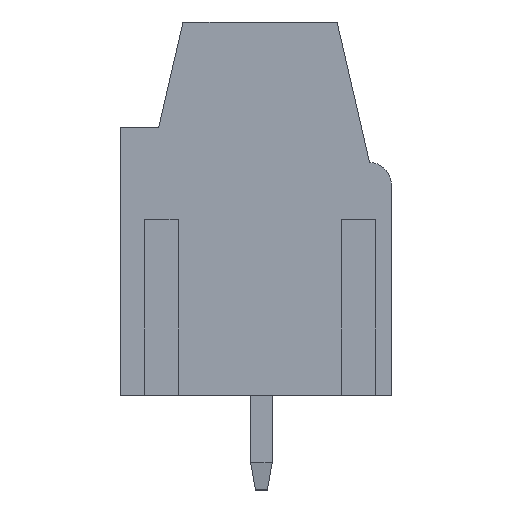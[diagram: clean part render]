
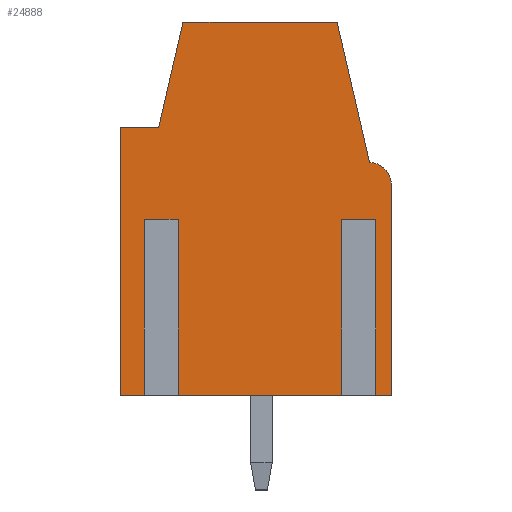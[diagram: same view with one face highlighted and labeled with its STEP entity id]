
A CAD part, left-side view. The second image highlights one B-rep face of the part: STEP entity #24888.
In plain terms, the highlighted planar face has unit normal (-1, 0, 0).
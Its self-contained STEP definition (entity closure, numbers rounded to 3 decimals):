
#24804=AXIS2_PLACEMENT_3D('Plane Axis2P3D',#24801,#24802,#24803) ;
#24834=AXIS2_PLACEMENT_3D('Circle Axis2P3D',#24832,#24833,$) ;
#23613=CARTESIAN_POINT('Vertex',(0.55,10.,13.4)) ;
#23697=CARTESIAN_POINT('Vertex',(0.55,10.,3.5)) ;
#23700=CARTESIAN_POINT('Line Origine',(0.55,10.,8.45)) ;
#23757=CARTESIAN_POINT('Vertex',(0.55,7.7,17.3)) ;
#23806=CARTESIAN_POINT('Vertex',(0.55,8.6,13.4)) ;
#23809=CARTESIAN_POINT('Line Origine',(0.55,8.15,15.35)) ;
#23878=CARTESIAN_POINT('Line Origine',(0.55,9.3,13.4)) ;
#24228=CARTESIAN_POINT('Vertex',(0.55,0.,3.5)) ;
#24231=CARTESIAN_POINT('Line Origine',(0.55,0.447,3.5)) ;
#24235=CARTESIAN_POINT('Vertex',(0.55,0.894,3.5)) ;
#24256=CARTESIAN_POINT('Vertex',(0.55,1.506,3.5)) ;
#24259=CARTESIAN_POINT('Line Origine',(0.55,4.85,3.5)) ;
#24263=CARTESIAN_POINT('Vertex',(0.55,8.194,3.5)) ;
#24284=CARTESIAN_POINT('Vertex',(0.55,8.806,3.5)) ;
#24287=CARTESIAN_POINT('Line Origine',(0.55,9.403,3.5)) ;
#24801=CARTESIAN_POINT('Axis2P3D Location',(0.55,10.,0.)) ;
#24806=CARTESIAN_POINT('Line Origine',(0.55,1.506,6.75)) ;
#24810=CARTESIAN_POINT('Vertex',(0.55,1.506,10.)) ;
#24813=CARTESIAN_POINT('Line Origine',(0.55,1.2,10.)) ;
#24817=CARTESIAN_POINT('Vertex',(0.55,0.894,10.)) ;
#24820=CARTESIAN_POINT('Line Origine',(0.55,0.894,6.75)) ;
#24825=CARTESIAN_POINT('Line Origine',(0.55,0.,7.4)) ;
#24829=CARTESIAN_POINT('Vertex',(0.55,0.,11.3)) ;
#24832=CARTESIAN_POINT('Axis2P3D Location',(0.55,0.8,11.3)) ;
#24836=CARTESIAN_POINT('Vertex',(0.55,0.8,12.1)) ;
#24839=CARTESIAN_POINT('Line Origine',(0.55,1.4,14.7)) ;
#24843=CARTESIAN_POINT('Vertex',(0.55,2.001,17.3)) ;
#24846=CARTESIAN_POINT('Line Origine',(0.55,4.85,17.3)) ;
#24851=CARTESIAN_POINT('Line Origine',(0.55,8.806,6.75)) ;
#24855=CARTESIAN_POINT('Vertex',(0.55,8.806,10.)) ;
#24858=CARTESIAN_POINT('Line Origine',(0.55,8.5,10.)) ;
#24862=CARTESIAN_POINT('Vertex',(0.55,8.194,10.)) ;
#24865=CARTESIAN_POINT('Line Origine',(0.55,8.194,6.75)) ;
#23701=DIRECTION('Vector Direction',(0.,0.,1.)) ;
#23810=DIRECTION('Vector Direction',(0.,-0.225,0.974)) ;
#23879=DIRECTION('Vector Direction',(0.,-1.,0.)) ;
#24232=DIRECTION('Vector Direction',(0.,1.,0.)) ;
#24260=DIRECTION('Vector Direction',(0.,1.,0.)) ;
#24288=DIRECTION('Vector Direction',(0.,1.,0.)) ;
#24802=DIRECTION('Axis2P3D Direction',(1.,0.,0.)) ;
#24803=DIRECTION('Axis2P3D XDirection',(0.,0.,-1.)) ;
#24807=DIRECTION('Vector Direction',(0.,0.,1.)) ;
#24814=DIRECTION('Vector Direction',(0.,1.,0.)) ;
#24821=DIRECTION('Vector Direction',(0.,0.,1.)) ;
#24826=DIRECTION('Vector Direction',(0.,0.,-1.)) ;
#24833=DIRECTION('Axis2P3D Direction',(1.,0.,0.)) ;
#24840=DIRECTION('Vector Direction',(0.,-0.225,-0.974)) ;
#24847=DIRECTION('Vector Direction',(0.,-1.,0.)) ;
#24852=DIRECTION('Vector Direction',(0.,0.,1.)) ;
#24859=DIRECTION('Vector Direction',(0.,1.,0.)) ;
#24866=DIRECTION('Vector Direction',(0.,0.,1.)) ;
#23702=VECTOR('Line Direction',#23701,1.) ;
#23811=VECTOR('Line Direction',#23810,1.) ;
#23880=VECTOR('Line Direction',#23879,1.) ;
#24233=VECTOR('Line Direction',#24232,1.) ;
#24261=VECTOR('Line Direction',#24260,1.) ;
#24289=VECTOR('Line Direction',#24288,1.) ;
#24808=VECTOR('Line Direction',#24807,1.) ;
#24815=VECTOR('Line Direction',#24814,1.) ;
#24822=VECTOR('Line Direction',#24821,1.) ;
#24827=VECTOR('Line Direction',#24826,1.) ;
#24841=VECTOR('Line Direction',#24840,1.) ;
#24848=VECTOR('Line Direction',#24847,1.) ;
#24853=VECTOR('Line Direction',#24852,1.) ;
#24860=VECTOR('Line Direction',#24859,1.) ;
#24867=VECTOR('Line Direction',#24866,1.) ;
#24871=ORIENTED_EDGE('',*,*,#24812,.T.) ;
#24872=ORIENTED_EDGE('',*,*,#24819,.F.) ;
#24873=ORIENTED_EDGE('',*,*,#24824,.F.) ;
#24874=ORIENTED_EDGE('',*,*,#24237,.F.) ;
#24875=ORIENTED_EDGE('',*,*,#24831,.F.) ;
#24876=ORIENTED_EDGE('',*,*,#24838,.F.) ;
#24877=ORIENTED_EDGE('',*,*,#24845,.F.) ;
#24878=ORIENTED_EDGE('',*,*,#24850,.F.) ;
#24879=ORIENTED_EDGE('',*,*,#23813,.F.) ;
#24880=ORIENTED_EDGE('',*,*,#23882,.F.) ;
#24881=ORIENTED_EDGE('',*,*,#23704,.F.) ;
#24882=ORIENTED_EDGE('',*,*,#24291,.F.) ;
#24883=ORIENTED_EDGE('',*,*,#24857,.T.) ;
#24884=ORIENTED_EDGE('',*,*,#24864,.F.) ;
#24885=ORIENTED_EDGE('',*,*,#24869,.F.) ;
#24886=ORIENTED_EDGE('',*,*,#24265,.F.) ;
#24888=ADVANCED_FACE('HOUSING',(#24887),#24805,.F.) ;
#24835=CIRCLE('generated circle',#24834,0.8) ;
#23704=EDGE_CURVE('',#23698,#23614,#23703,.T.) ;
#23813=EDGE_CURVE('',#23807,#23758,#23812,.T.) ;
#23882=EDGE_CURVE('',#23614,#23807,#23881,.T.) ;
#24237=EDGE_CURVE('',#24229,#24236,#24234,.T.) ;
#24265=EDGE_CURVE('',#24257,#24264,#24262,.T.) ;
#24291=EDGE_CURVE('',#24285,#23698,#24290,.T.) ;
#24812=EDGE_CURVE('',#24257,#24811,#24809,.T.) ;
#24819=EDGE_CURVE('',#24818,#24811,#24816,.T.) ;
#24824=EDGE_CURVE('',#24236,#24818,#24823,.T.) ;
#24831=EDGE_CURVE('',#24830,#24229,#24828,.T.) ;
#24838=EDGE_CURVE('',#24837,#24830,#24835,.T.) ;
#24845=EDGE_CURVE('',#24844,#24837,#24842,.T.) ;
#24850=EDGE_CURVE('',#23758,#24844,#24849,.T.) ;
#24857=EDGE_CURVE('',#24285,#24856,#24854,.T.) ;
#24864=EDGE_CURVE('',#24863,#24856,#24861,.T.) ;
#24869=EDGE_CURVE('',#24264,#24863,#24868,.T.) ;
#24870=EDGE_LOOP('',(#24871,#24872,#24873,#24874,#24875,#24876,#24877,#24878,#24879,#24880,#24881,#24882,#24883,#24884,#24885,#24886)) ;
#24887=FACE_OUTER_BOUND('',#24870,.T.) ;
#23703=LINE('Line',#23700,#23702) ;
#23812=LINE('Line',#23809,#23811) ;
#23881=LINE('Line',#23878,#23880) ;
#24234=LINE('Line',#24231,#24233) ;
#24262=LINE('Line',#24259,#24261) ;
#24290=LINE('Line',#24287,#24289) ;
#24809=LINE('Line',#24806,#24808) ;
#24816=LINE('Line',#24813,#24815) ;
#24823=LINE('Line',#24820,#24822) ;
#24828=LINE('Line',#24825,#24827) ;
#24842=LINE('Line',#24839,#24841) ;
#24849=LINE('Line',#24846,#24848) ;
#24854=LINE('Line',#24851,#24853) ;
#24861=LINE('Line',#24858,#24860) ;
#24868=LINE('Line',#24865,#24867) ;
#24805=PLANE('',#24804) ;
#23614=VERTEX_POINT('',#23613) ;
#23698=VERTEX_POINT('',#23697) ;
#23758=VERTEX_POINT('',#23757) ;
#23807=VERTEX_POINT('',#23806) ;
#24229=VERTEX_POINT('',#24228) ;
#24236=VERTEX_POINT('',#24235) ;
#24257=VERTEX_POINT('',#24256) ;
#24264=VERTEX_POINT('',#24263) ;
#24285=VERTEX_POINT('',#24284) ;
#24811=VERTEX_POINT('',#24810) ;
#24818=VERTEX_POINT('',#24817) ;
#24830=VERTEX_POINT('',#24829) ;
#24837=VERTEX_POINT('',#24836) ;
#24844=VERTEX_POINT('',#24843) ;
#24856=VERTEX_POINT('',#24855) ;
#24863=VERTEX_POINT('',#24862) ;
